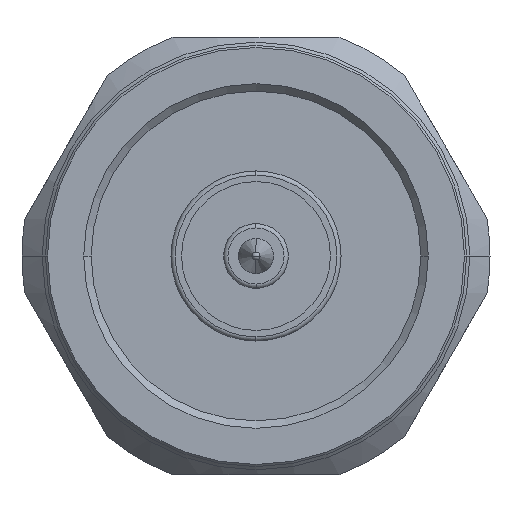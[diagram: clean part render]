
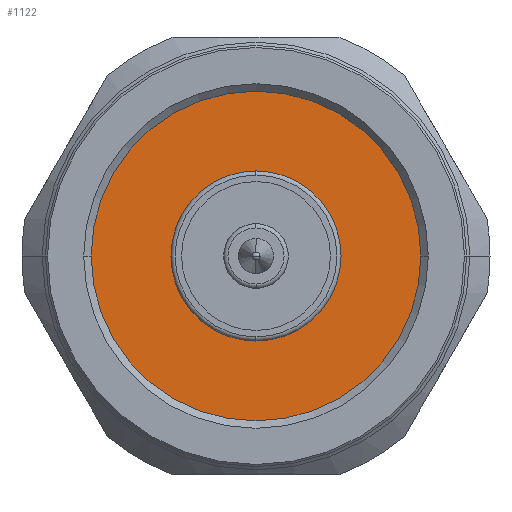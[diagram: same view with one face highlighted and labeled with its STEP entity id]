
A CAD part, left-side view. The second image highlights one B-rep face of the part: STEP entity #1122.
In plain terms, the highlighted planar face has unit normal (-1, 0, 0).
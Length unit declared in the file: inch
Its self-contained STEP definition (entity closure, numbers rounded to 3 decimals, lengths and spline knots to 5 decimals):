
#86 = DIRECTION ( 'NONE',  ( -1., 0., 0. ) ) ;
#136 = ORIENTED_EDGE ( 'NONE', *, *, #3975, .T. ) ;
#188 = AXIS2_PLACEMENT_3D ( 'NONE', #3913, #86, #3172 ) ;
#217 = AXIS2_PLACEMENT_3D ( 'NONE', #4487, #3849, #2450 ) ;
#236 = ORIENTED_EDGE ( 'NONE', *, *, #2305, .T. ) ;
#567 = CARTESIAN_POINT ( 'NONE',  ( 0.34646, 0., -0.15748 ) ) ;
#801 = DIRECTION ( 'NONE',  ( -1., 0., 0. ) ) ;
#913 = CIRCLE ( 'NONE', #188, 0.31496 ) ;
#1118 = CARTESIAN_POINT ( 'NONE',  ( 0.34646, 0., 0. ) ) ;
#1122 = ADVANCED_FACE ( 'NONE', ( #3428, #2221 ), #3375, .F. ) ;
#1135 = DIRECTION ( 'NONE',  ( -1., 0., 0. ) ) ;
#1217 = AXIS2_PLACEMENT_3D ( 'NONE', #4420, #2323, #3397 ) ;
#1425 = AXIS2_PLACEMENT_3D ( 'NONE', #1118, #1135, #1497 ) ;
#1457 = CARTESIAN_POINT ( 'NONE',  ( 0.34646, 0., -0.31496 ) ) ;
#1494 = CARTESIAN_POINT ( 'NONE',  ( 0.34646, 0., 0. ) ) ;
#1497 = DIRECTION ( 'NONE',  ( 0., 0., 1. ) ) ;
#1871 = CIRCLE ( 'NONE', #4395, 0.31496 ) ;
#2076 = VERTEX_POINT ( 'NONE', #1457 ) ;
#2221 = FACE_BOUND ( 'NONE', #4296, .T. ) ;
#2305 = EDGE_CURVE ( 'NONE', #2076, #4235, #1871, .T. ) ;
#2323 = DIRECTION ( 'NONE',  ( 1., 0., 0. ) ) ;
#2450 = DIRECTION ( 'NONE',  ( 0., 0., 1. ) ) ;
#2480 = VERTEX_POINT ( 'NONE', #567 ) ;
#2579 = CIRCLE ( 'NONE', #217, 0.15748 ) ;
#2866 = VERTEX_POINT ( 'NONE', #3235 ) ;
#2955 = EDGE_LOOP ( 'NONE', ( #136, #236 ) ) ;
#3172 = DIRECTION ( 'NONE',  ( 0., 0., 1. ) ) ;
#3235 = CARTESIAN_POINT ( 'NONE',  ( 0.34646, 0., 0.15748 ) ) ;
#3375 = PLANE ( 'NONE',  #1217 ) ;
#3397 = DIRECTION ( 'NONE',  ( 0., 1., 0. ) ) ;
#3428 = FACE_OUTER_BOUND ( 'NONE', #2955, .T. ) ;
#3795 = CARTESIAN_POINT ( 'NONE',  ( 0.34646, 0., 0.31496 ) ) ;
#3849 = DIRECTION ( 'NONE',  ( -1., 0., 0. ) ) ;
#3885 = CIRCLE ( 'NONE', #1425, 0.15748 ) ;
#3913 = CARTESIAN_POINT ( 'NONE',  ( 0.34646, 0., 0. ) ) ;
#3930 = EDGE_CURVE ( 'NONE', #2480, #2866, #2579, .T. ) ;
#3975 = EDGE_CURVE ( 'NONE', #4235, #2076, #913, .T. ) ;
#4044 = ORIENTED_EDGE ( 'NONE', *, *, #4434, .F. ) ;
#4094 = ORIENTED_EDGE ( 'NONE', *, *, #3930, .F. ) ;
#4235 = VERTEX_POINT ( 'NONE', #3795 ) ;
#4266 = DIRECTION ( 'NONE',  ( 0., 0., 1. ) ) ;
#4296 = EDGE_LOOP ( 'NONE', ( #4044, #4094 ) ) ;
#4395 = AXIS2_PLACEMENT_3D ( 'NONE', #1494, #801, #4266 ) ;
#4420 = CARTESIAN_POINT ( 'NONE',  ( 0.34646, 0.15748, 0. ) ) ;
#4434 = EDGE_CURVE ( 'NONE', #2866, #2480, #3885, .T. ) ;
#4487 = CARTESIAN_POINT ( 'NONE',  ( 0.34646, 0., 0. ) ) ;
